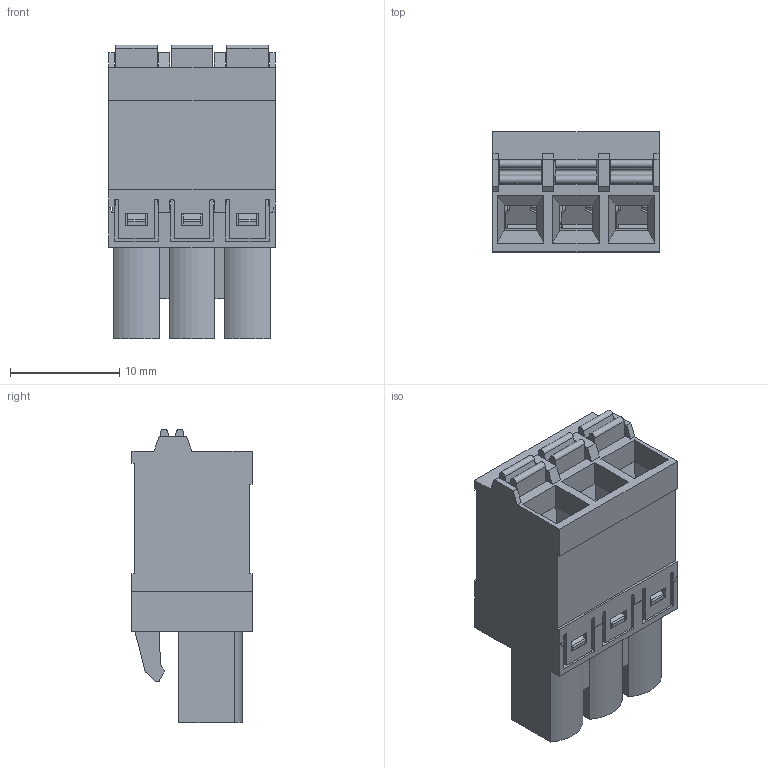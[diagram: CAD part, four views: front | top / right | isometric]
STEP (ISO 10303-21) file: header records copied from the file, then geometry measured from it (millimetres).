
FILE_DESCRIPTION(/* description */ ('Unknown'),/* implementation_level */ '2;1');
FILE_NAME(/* name */ '691304500003',/* time_stamp */ '2021-06-03T13:54:21+02:00',/* author */ ('Unknown'),/* organization */ ('Unknown'),/* preprocessor_version */ 'ST-DEVELOPER v16.7',/* originating_system */ 'Solid Edge',/* authorisation */ 'Unknown');
FILE_SCHEMA (('AUTOMOTIVE_DESIGN {1 0 10303 214 3 1 1}'));
Length unit declared in the file: millimetre
Products named in the file (6): 6913045000xx; 691304500003; 691304530003_Bas; 6913045300xx_Levier; 6913045300xx_Lamelle; 6913045300xx_Pin
Assembly tree (11 placements, depth 2):
  6913045000xx
    691304500003
    691304530003_Bas
    6913045300xx_Levier  x3
    6913045300xx_Lamelle  x3
    6913045300xx_Pin  x3
Bounding box: 15.24 x 11 x 26.91 mm (x, y, z)
Volume: 1878.9 mm3; surface area: 6179 mm2
Topology: 11 solids, 11 shells, 1185 faces, 3292 edges, 2140 vertices
Faces by surface type: plane 894, cylinder 279, bspline 9, cone 3
Full cylindrical faces by diameter (mm): 1.5 x3, 3 x3
Entity records: 24361 total; most frequent: CARTESIAN_POINT 4412, ORIENTED_EDGE 4230, DIRECTION 3895, EDGE_CURVE 2115, LINE 1855, VECTOR 1855, VERTEX_POINT 1380, AXIS2_PLACEMENT_3D 1020
